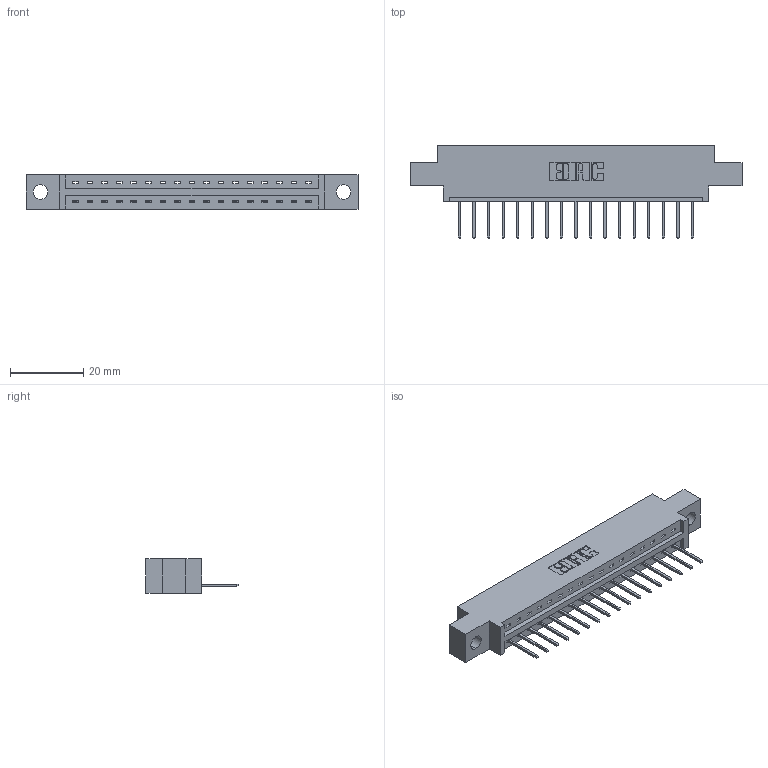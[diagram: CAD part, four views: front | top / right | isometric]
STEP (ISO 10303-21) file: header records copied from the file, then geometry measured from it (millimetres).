
FILE_DESCRIPTION (( 'STEP AP203' ), '1' );
FILE_NAME ('337-017-523-604.STEP', '2019-09-28T18:39:19', ( '' ), ( '' ), 'SwSTEP 2.0', 'SolidWorks 2016', '' );
FILE_SCHEMA (( 'CONFIG_CONTROL_DESIGN' ));
Length unit declared in the file: inch
Products named in the file (3): 337-017-523-604; 337 Part_0.170 Offset - 0.156 Dia-TH; 345-292-001_345-293-123
Assembly tree (18 placements, depth 2):
  337-017-523-604
    337 Part_0.170 Offset - 0.156 Dia-TH
    345-292-001_345-293-123  x17
Bounding box: 90.37 x 25.15 x 9.4 mm (x, y, z)
Volume: 8868 mm3; surface area: 8931.7 mm2
Topology: 18 solids, 18 shells, 1172 faces, 3519 edges, 2322 vertices
Faces by surface type: plane 856, cylinder 316
Entity records: 16023 total; most frequent: CARTESIAN_POINT 2797, ORIENTED_EDGE 2750, DIRECTION 2405, EDGE_CURVE 1375, LINE 1247, VECTOR 1247, VERTEX_POINT 914, AXIS2_PLACEMENT_3D 579
